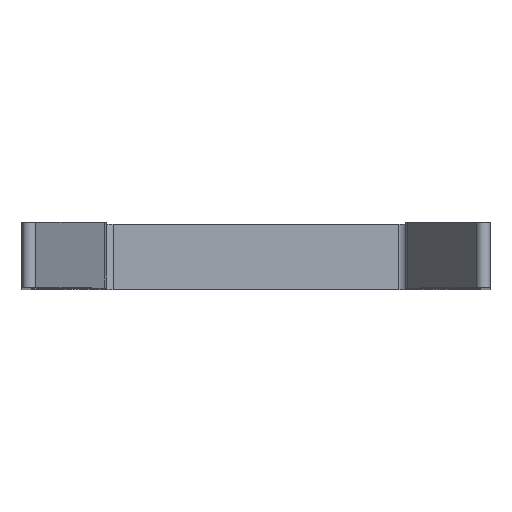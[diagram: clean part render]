
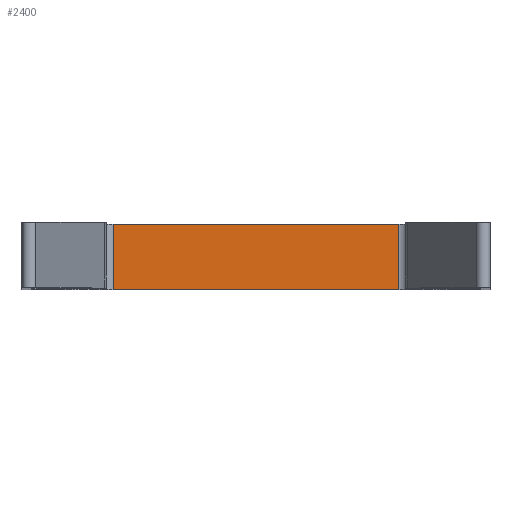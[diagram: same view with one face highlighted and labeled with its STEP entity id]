
A CAD part, top view. The second image highlights one B-rep face of the part: STEP entity #2400.
In plain terms, the highlighted planar face has unit normal (0, 0, 1).
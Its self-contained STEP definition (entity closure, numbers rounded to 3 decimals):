
#55=PLANE('',#2673);
#106=FACE_OUTER_BOUND('',#263,.T.);
#263=EDGE_LOOP('',(#1816,#1817,#1818,#1819));
#391=LINE('',#3636,#600);
#437=LINE('',#3872,#646);
#475=LINE('',#4048,#684);
#477=LINE('',#4051,#686);
#600=VECTOR('',#2851,10.);
#646=VECTOR('',#3045,10.);
#684=VECTOR('',#3191,10.);
#686=VECTOR('',#3195,10.);
#979=VERTEX_POINT('',#3633);
#980=VERTEX_POINT('',#3635);
#1095=VERTEX_POINT('',#3869);
#1096=VERTEX_POINT('',#3871);
#1226=EDGE_CURVE('',#979,#980,#391,.T.);
#1344=EDGE_CURVE('',#1096,#1095,#437,.T.);
#1433=EDGE_CURVE('',#980,#1095,#475,.T.);
#1435=EDGE_CURVE('',#1096,#979,#477,.T.);
#1816=ORIENTED_EDGE('',*,*,#1433,.F.);
#1817=ORIENTED_EDGE('',*,*,#1226,.F.);
#1818=ORIENTED_EDGE('',*,*,#1435,.F.);
#1819=ORIENTED_EDGE('',*,*,#1344,.T.);
#2400=ADVANCED_FACE('',(#106),#55,.T.);
#2673=AXIS2_PLACEMENT_3D('',#4050,#3193,#3194);
#2851=DIRECTION('',(1.,0.,0.));
#3045=DIRECTION('',(1.,0.,0.));
#3191=DIRECTION('',(0.,-1.,0.));
#3193=DIRECTION('center_axis',(0.,0.,1.));
#3194=DIRECTION('ref_axis',(1.,0.,0.));
#3195=DIRECTION('',(0.,1.,0.));
#3633=CARTESIAN_POINT('',(-15.23,7.,-55.5));
#3635=CARTESIAN_POINT('',(15.23,7.,-55.5));
#3636=CARTESIAN_POINT('',(-20.,7.,-55.5));
#3869=CARTESIAN_POINT('',(15.23,0.,-55.5));
#3871=CARTESIAN_POINT('',(-15.23,0.,-55.5));
#3872=CARTESIAN_POINT('',(-20.,0.,-55.5));
#4048=CARTESIAN_POINT('',(15.23,0.,-55.5));
#4050=CARTESIAN_POINT('Origin',(-16.031,0.,-55.5));
#4051=CARTESIAN_POINT('',(-15.23,0.,-55.5));
